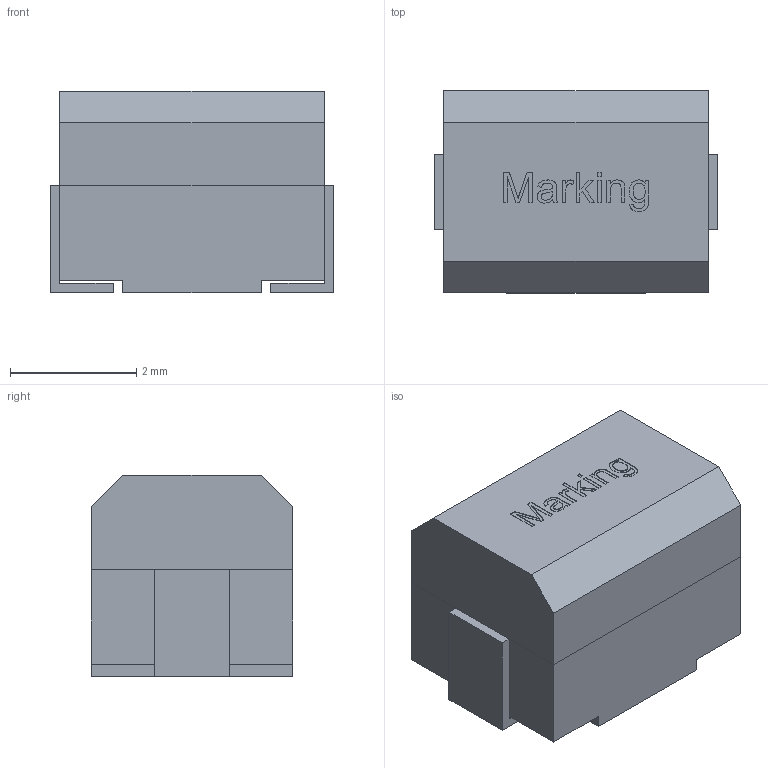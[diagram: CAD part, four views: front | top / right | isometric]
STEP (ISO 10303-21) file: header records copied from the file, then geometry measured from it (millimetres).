
FILE_DESCRIPTION( ( 'Unknown' ), '1' );
FILE_NAME( 'IndGF_1812.stp', 'Unknown', ( 'Unknown' ), ( 'Unknown' ), 'PSStep 16.0.42', 'Unknown', ' ' );
FILE_SCHEMA( ( 'AUTOMOTIVE_DESIGN { 1 0 10303 214 1 1 1 1 }' ) );
Length unit declared in the file: millimetre
Products named in the file (4): Assem1; Gehäuse; Deckel; PIN
Assembly tree (3 placements, depth 2):
  Assem1
    Gehäuse
    Deckel
    PIN
Bounding box: 4.5 x 3.2 x 3.2 mm (x, y, z)
Volume: 38.4 mm3; surface area: 145 mm2
Topology: 3 solids, 3 shells, 151 faces, 373 edges, 240 vertices
Faces by surface type: plane 124, extrusion 16, cylinder 8, torus 2, bspline 1
Full cylindrical faces by diameter (mm): 0.8 x1, 1 x1
Entity records: 9060 total; most frequent: CARTESIAN_POINT 4476, ORIENTED_EDGE 730, DIRECTION 557, EDGE_CURVE 365, VERTEX_POINT 238, VECTOR 227, LINE 211, EDGE_LOOP 171
